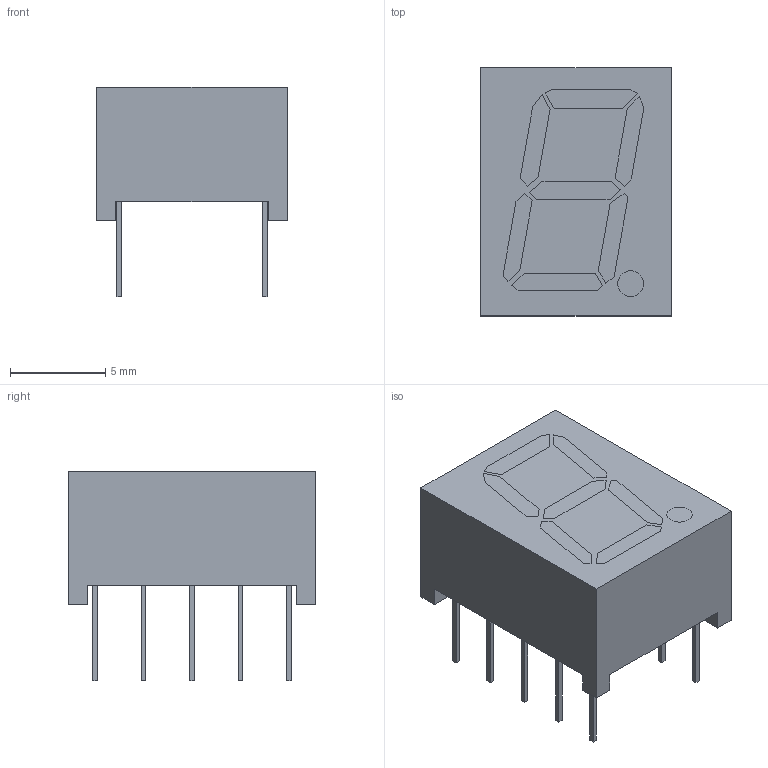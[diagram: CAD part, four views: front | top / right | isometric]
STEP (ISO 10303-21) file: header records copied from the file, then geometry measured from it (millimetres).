
FILE_DESCRIPTION(('FreeCAD Model'),'2;1');
FILE_NAME('7Segm.step', '2016-12-07T17:50:58',('Author'),(''), 'Open CASCADE STEP processor 6.8','FreeCAD','Unknown');
FILE_SCHEMA(('AUTOMOTIVE_DESIGN_CC2 { 1 2 10303 214 -1 1 5 4 }'));
Length unit declared in the file: millimetre
Products named in the file (2): ASSEMBLY; Fusion001
Assembly tree (1 placements, depth 2):
  ASSEMBLY
    Fusion001
Bounding box: 10 x 13 x 11 mm (x, y, z)
Volume: 787.1 mm3; surface area: 602 mm2
Topology: 1 solids, 1 shells, 119 faces, 297 edges, 198 vertices
Faces by surface type: plane 118, cylinder 1
Full cylindrical faces by diameter (mm): 1.348 x1
Entity records: 8120 total; most frequent: CARTESIAN_POINT 1306, DIRECTION 1049, LINE 803, VECTOR 803, ORIENTED_EDGE 594, PCURVE 594, DEFINITIONAL_REPRESENTATION 594, EDGE_CURVE 297
